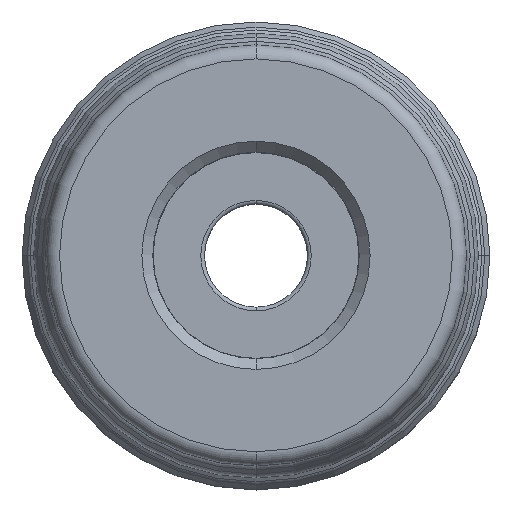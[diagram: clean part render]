
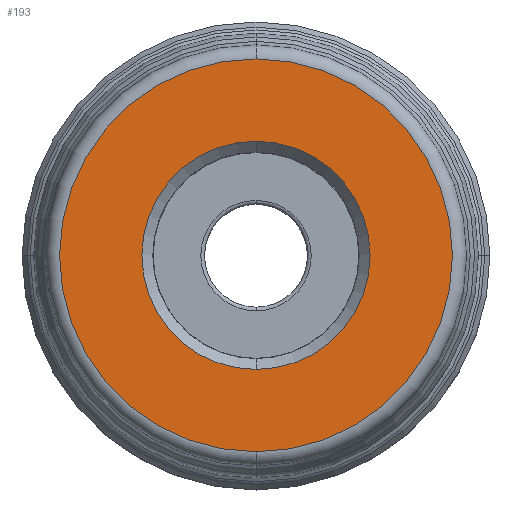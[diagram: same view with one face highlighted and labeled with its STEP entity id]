
A CAD part, top view. The second image highlights one B-rep face of the part: STEP entity #193.
In plain terms, the highlighted planar face has unit normal (0, 0, 1).
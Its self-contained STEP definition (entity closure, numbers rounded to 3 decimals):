
#62=PLANE('',#1675);
#77=FACE_BOUND('',#394,.T.);
#78=FACE_BOUND('',#395,.T.);
#193=ADVANCED_FACE('',(#77,#78),#62,.F.);
#394=EDGE_LOOP('',(#873,#874,#875,#876));
#395=EDGE_LOOP('',(#877,#878));
#873=ORIENTED_EDGE('',*,*,#1215,.F.);
#874=ORIENTED_EDGE('',*,*,#1216,.T.);
#875=ORIENTED_EDGE('',*,*,#1217,.T.);
#876=ORIENTED_EDGE('',*,*,#1218,.F.);
#877=ORIENTED_EDGE('',*,*,#1213,.F.);
#878=ORIENTED_EDGE('',*,*,#1211,.F.);
#1013=VERTEX_POINT('',#2633);
#1014=VERTEX_POINT('',#2635);
#1015=VERTEX_POINT('',#2643);
#1016=VERTEX_POINT('',#2644);
#1017=VERTEX_POINT('',#2646);
#1018=VERTEX_POINT('',#2648);
#1211=EDGE_CURVE('',#1013,#1014,#1368,.T.);
#1213=EDGE_CURVE('',#1014,#1013,#1369,.T.);
#1215=EDGE_CURVE('',#1015,#1016,#1371,.T.);
#1216=EDGE_CURVE('',#1015,#1017,#1372,.T.);
#1217=EDGE_CURVE('',#1017,#1018,#1373,.T.);
#1218=EDGE_CURVE('',#1016,#1018,#1374,.T.);
#1368=CIRCLE('',#1665,12.2);
#1369=CIRCLE('',#1667,12.2);
#1371=CIRCLE('',#1671,21.);
#1372=CIRCLE('',#1672,21.);
#1373=CIRCLE('',#1673,21.);
#1374=CIRCLE('',#1674,21.);
#1665=AXIS2_PLACEMENT_3D('',#2634,#2200,#2201);
#1667=AXIS2_PLACEMENT_3D('',#2638,#2205,#2206);
#1671=AXIS2_PLACEMENT_3D('',#2642,#2213,#2214);
#1672=AXIS2_PLACEMENT_3D('',#2645,#2215,#2216);
#1673=AXIS2_PLACEMENT_3D('',#2647,#2217,#2218);
#1674=AXIS2_PLACEMENT_3D('',#2649,#2219,#2220);
#1675=AXIS2_PLACEMENT_3D('',#2650,#2221,#2222);
#2200=DIRECTION('',(0.,0.,1.));
#2201=DIRECTION('',(0.,1.,0.));
#2205=DIRECTION('',(0.,0.,1.));
#2206=DIRECTION('',(0.,-1.,0.));
#2213=DIRECTION('',(0.,0.,-1.));
#2214=DIRECTION('',(-0.001,-1.,0.));
#2215=DIRECTION('',(0.,0.,1.));
#2216=DIRECTION('',(-0.001,-1.,0.));
#2217=DIRECTION('',(0.,0.,1.));
#2218=DIRECTION('',(0.001,1.,0.));
#2219=DIRECTION('',(0.,0.,-1.));
#2220=DIRECTION('',(0.001,1.,0.));
#2221=DIRECTION('',(0.,0.,-1.));
#2222=DIRECTION('',(0.,-1.,0.));
#2633=CARTESIAN_POINT('',(0.,12.2,0.));
#2634=CARTESIAN_POINT('',(0.,0.,0.));
#2635=CARTESIAN_POINT('',(0.,-12.2,0.));
#2638=CARTESIAN_POINT('',(0.,0.,0.));
#2642=CARTESIAN_POINT('',(0.,0.,0.));
#2643=CARTESIAN_POINT('',(-0.02,-21.,0.));
#2644=CARTESIAN_POINT('',(0.,21.,0.));
#2645=CARTESIAN_POINT('',(0.,0.,0.));
#2646=CARTESIAN_POINT('',(0.,-21.,0.));
#2647=CARTESIAN_POINT('',(0.,0.,0.));
#2648=CARTESIAN_POINT('',(0.02,21.,0.));
#2649=CARTESIAN_POINT('',(0.,0.,0.));
#2650=CARTESIAN_POINT('',(0.,0.,0.));
